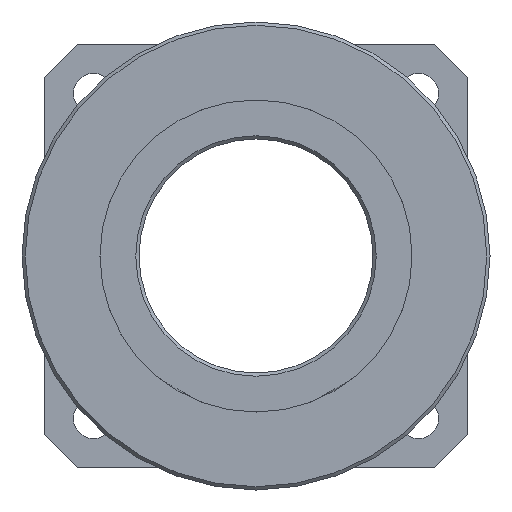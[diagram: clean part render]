
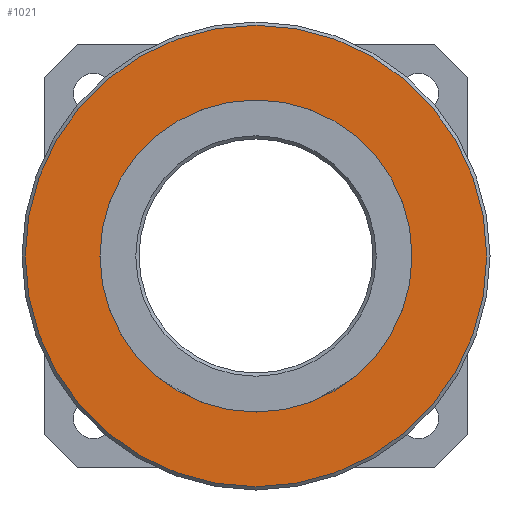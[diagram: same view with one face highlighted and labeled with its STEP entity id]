
A CAD part, left-side view. The second image highlights one B-rep face of the part: STEP entity #1021.
In plain terms, the highlighted planar face has unit normal (-1, 0, 0).
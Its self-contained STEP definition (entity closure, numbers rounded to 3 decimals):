
#178=PLANE($,#1094);
#235=FACE_BOUND($,#334,.T.);
#236=FACE_BOUND($,#335,.T.);
#334=EDGE_LOOP($,(#743));
#335=EDGE_LOOP($,(#744));
#433=CIRCLE($,#1093,35.5);
#434=CIRCLE($,#1095,24.);
#487=VERTEX_POINT($,#1499);
#488=VERTEX_POINT($,#1502);
#593=EDGE_CURVE($,#487,#487,#433,.T.);
#594=EDGE_CURVE($,#488,#488,#434,.T.);
#743=ORIENTED_EDGE($,*,*,#594,.T.);
#744=ORIENTED_EDGE($,*,*,#593,.F.);
#1021=ADVANCED_FACE($,(#235,#236),#178,.T.);
#1093=AXIS2_PLACEMENT_3D($,#1500,#1222,#1223);
#1094=AXIS2_PLACEMENT_3D($,#1501,#1224,#1225);
#1095=AXIS2_PLACEMENT_3D($,#1503,#1226,#1227);
#1222=DIRECTION('center_axis',(1.,0.,0.));
#1223=DIRECTION('ref_axis',(0.,-1.,0.));
#1224=DIRECTION('center_axis',(-1.,0.,0.));
#1225=DIRECTION('ref_axis',(0.,0.,1.));
#1226=DIRECTION('center_axis',(1.,0.,0.));
#1227=DIRECTION('ref_axis',(0.,0.,-1.));
#1499=CARTESIAN_POINT('',(0.,35.5,0.));
#1500=CARTESIAN_POINT('Origin',(0.,0.,0.));
#1501=CARTESIAN_POINT('Origin',(0.,30.,0.));
#1502=CARTESIAN_POINT('',(0.,0.,
24.));
#1503=CARTESIAN_POINT('Origin',(0.,0.,0.));
